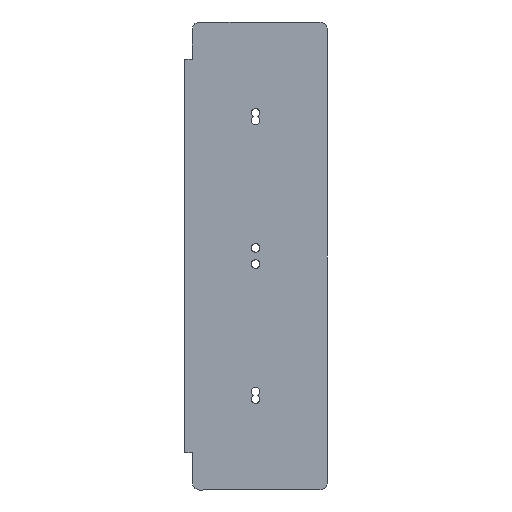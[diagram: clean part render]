
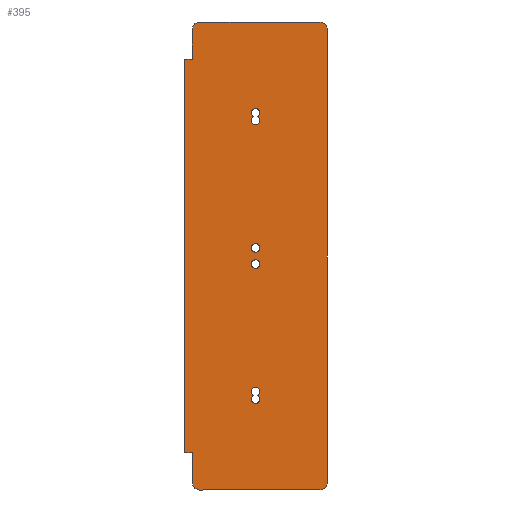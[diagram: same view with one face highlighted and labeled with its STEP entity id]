
A CAD part, left-side view. The second image highlights one B-rep face of the part: STEP entity #395.
In plain terms, the highlighted planar face has unit normal (-1, 0, 0).
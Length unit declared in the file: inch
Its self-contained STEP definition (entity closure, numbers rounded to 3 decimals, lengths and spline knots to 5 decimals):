
#15=FACE_BOUND('',#72,.T.);
#16=FACE_BOUND('',#73,.T.);
#17=FACE_BOUND('',#74,.T.);
#18=FACE_BOUND('',#75,.T.);
#31=PLANE('',#455);
#51=FACE_OUTER_BOUND('',#71,.T.);
#71=EDGE_LOOP('',(#331,#332,#333,#334,#335,#336,#337,#338,#339,#340,#341,
#342));
#72=EDGE_LOOP('',(#343));
#73=EDGE_LOOP('',(#344));
#74=EDGE_LOOP('',(#345,#346));
#75=EDGE_LOOP('',(#347,#348));
#89=LINE('',#617,#123);
#93=LINE('',#624,#127);
#96=LINE('',#630,#130);
#99=LINE('',#636,#133);
#103=LINE('',#648,#137);
#107=LINE('',#660,#141);
#111=LINE('',#672,#145);
#114=LINE('',#681,#148);
#123=VECTOR('',#505,0.3937);
#127=VECTOR('',#511,0.3937);
#130=VECTOR('',#516,0.3937);
#133=VECTOR('',#521,0.3937);
#137=VECTOR('',#533,0.3937);
#141=VECTOR('',#545,0.3937);
#145=VECTOR('',#557,0.3937);
#148=VECTOR('',#568,0.3937);
#149=CIRCLE('',#418,0.0725);
#151=CIRCLE('',#421,0.0725);
#154=CIRCLE('',#425,0.0725);
#155=CIRCLE('',#427,0.0725);
#158=CIRCLE('',#431,0.0725);
#159=CIRCLE('',#433,0.0725);
#162=CIRCLE('',#441,0.125);
#164=CIRCLE('',#445,0.125);
#166=CIRCLE('',#449,0.125);
#168=CIRCLE('',#453,0.125);
#169=VERTEX_POINT('',#575);
#171=VERTEX_POINT('',#581);
#173=VERTEX_POINT('',#587);
#176=VERTEX_POINT('',#592);
#177=VERTEX_POINT('',#599);
#180=VERTEX_POINT('',#604);
#183=VERTEX_POINT('',#614);
#184=VERTEX_POINT('',#616);
#186=VERTEX_POINT('',#622);
#188=VERTEX_POINT('',#628);
#190=VERTEX_POINT('',#634);
#192=VERTEX_POINT('',#640);
#194=VERTEX_POINT('',#646);
#196=VERTEX_POINT('',#652);
#198=VERTEX_POINT('',#658);
#200=VERTEX_POINT('',#664);
#202=VERTEX_POINT('',#670);
#204=VERTEX_POINT('',#676);
#205=EDGE_CURVE('',#169,#169,#149,.T.);
#208=EDGE_CURVE('',#171,#171,#151,.T.);
#214=EDGE_CURVE('',#173,#176,#154,.T.);
#215=EDGE_CURVE('',#176,#173,#155,.T.);
#220=EDGE_CURVE('',#177,#180,#158,.T.);
#221=EDGE_CURVE('',#180,#177,#159,.T.);
#225=EDGE_CURVE('',#183,#184,#89,.T.);
#229=EDGE_CURVE('',#186,#183,#93,.T.);
#232=EDGE_CURVE('',#188,#186,#96,.T.);
#235=EDGE_CURVE('',#190,#188,#99,.T.);
#238=EDGE_CURVE('',#192,#190,#162,.T.);
#241=EDGE_CURVE('',#194,#192,#103,.T.);
#244=EDGE_CURVE('',#196,#194,#164,.T.);
#247=EDGE_CURVE('',#198,#196,#107,.T.);
#250=EDGE_CURVE('',#200,#198,#166,.T.);
#253=EDGE_CURVE('',#202,#200,#111,.T.);
#256=EDGE_CURVE('',#204,#202,#168,.T.);
#258=EDGE_CURVE('',#184,#204,#114,.T.);
#331=ORIENTED_EDGE('',*,*,#258,.F.);
#332=ORIENTED_EDGE('',*,*,#225,.F.);
#333=ORIENTED_EDGE('',*,*,#229,.F.);
#334=ORIENTED_EDGE('',*,*,#232,.F.);
#335=ORIENTED_EDGE('',*,*,#235,.F.);
#336=ORIENTED_EDGE('',*,*,#238,.F.);
#337=ORIENTED_EDGE('',*,*,#241,.F.);
#338=ORIENTED_EDGE('',*,*,#244,.F.);
#339=ORIENTED_EDGE('',*,*,#247,.F.);
#340=ORIENTED_EDGE('',*,*,#250,.F.);
#341=ORIENTED_EDGE('',*,*,#253,.F.);
#342=ORIENTED_EDGE('',*,*,#256,.F.);
#343=ORIENTED_EDGE('',*,*,#205,.T.);
#344=ORIENTED_EDGE('',*,*,#208,.T.);
#345=ORIENTED_EDGE('',*,*,#214,.T.);
#346=ORIENTED_EDGE('',*,*,#215,.T.);
#347=ORIENTED_EDGE('',*,*,#220,.T.);
#348=ORIENTED_EDGE('',*,*,#221,.T.);
#395=ADVANCED_FACE('',(#51,#15,#16,#17,#18),#31,.F.);
#418=AXIS2_PLACEMENT_3D('',#576,#461,#462);
#421=AXIS2_PLACEMENT_3D('',#582,#468,#469);
#425=AXIS2_PLACEMENT_3D('',#594,#479,#480);
#427=AXIS2_PLACEMENT_3D('',#596,#483,#484);
#431=AXIS2_PLACEMENT_3D('',#606,#493,#494);
#433=AXIS2_PLACEMENT_3D('',#608,#497,#498);
#441=AXIS2_PLACEMENT_3D('',#642,#527,#528);
#445=AXIS2_PLACEMENT_3D('',#654,#539,#540);
#449=AXIS2_PLACEMENT_3D('',#666,#551,#552);
#453=AXIS2_PLACEMENT_3D('',#678,#563,#564);
#455=AXIS2_PLACEMENT_3D('',#682,#569,#570);
#461=DIRECTION('center_axis',(1.,0.,0.));
#462=DIRECTION('ref_axis',(0.,-1.,0.));
#468=DIRECTION('center_axis',(1.,0.,0.));
#469=DIRECTION('ref_axis',(0.,-1.,0.));
#479=DIRECTION('center_axis',(1.,0.,0.));
#480=DIRECTION('ref_axis',(0.,-1.,0.));
#483=DIRECTION('center_axis',(1.,0.,0.));
#484=DIRECTION('ref_axis',(0.,-1.,0.));
#493=DIRECTION('center_axis',(1.,0.,0.));
#494=DIRECTION('ref_axis',(0.,-1.,0.));
#497=DIRECTION('center_axis',(1.,0.,0.));
#498=DIRECTION('ref_axis',(0.,-1.,0.));
#505=DIRECTION('',(0.,-1.,0.));
#511=DIRECTION('',(0.,0.,1.));
#516=DIRECTION('',(0.,1.,0.));
#521=DIRECTION('',(0.,0.,1.));
#527=DIRECTION('center_axis',(1.,0.,0.));
#528=DIRECTION('ref_axis',(0.,0.,-1.));
#533=DIRECTION('',(0.,1.,0.));
#539=DIRECTION('center_axis',(1.,0.,0.));
#540=DIRECTION('ref_axis',(0.,-1.,0.));
#545=DIRECTION('',(0.,0.,-1.));
#551=DIRECTION('center_axis',(1.,0.,0.));
#552=DIRECTION('ref_axis',(0.,0.,1.));
#557=DIRECTION('',(0.,-1.,0.));
#563=DIRECTION('center_axis',(1.,0.,0.));
#564=DIRECTION('ref_axis',(0.,1.,0.));
#568=DIRECTION('',(0.,0.,1.));
#569=DIRECTION('center_axis',(1.,0.,0.));
#570=DIRECTION('ref_axis',(0.,0.,-1.));
#575=CARTESIAN_POINT('',(0.,1.3921,-3.63946));
#576=CARTESIAN_POINT('Origin',(0.,1.3196,-3.63946));
#581=CARTESIAN_POINT('',(0.,1.3921,-3.91054));
#582=CARTESIAN_POINT('Origin',(0.,1.3196,-3.91054));
#587=CARTESIAN_POINT('',(0.,1.28202,-1.45146));
#592=CARTESIAN_POINT('',(0.,1.35718,-1.45146));
#594=CARTESIAN_POINT('Origin',(0.,1.3196,-1.51346));
#596=CARTESIAN_POINT('Origin',(0.,1.3196,-1.38946));
#599=CARTESIAN_POINT('',(0.,1.35718,-6.09854));
#604=CARTESIAN_POINT('',(0.,1.28202,-6.09854));
#606=CARTESIAN_POINT('Origin',(0.,1.3196,-6.03654));
#608=CARTESIAN_POINT('Origin',(0.,1.3196,-6.16054));
#614=CARTESIAN_POINT('',(0.,2.5,-0.5));
#616=CARTESIAN_POINT('',(0.,2.375,-0.5));
#617=CARTESIAN_POINT('',(0.,2.5,-0.5));
#622=CARTESIAN_POINT('',(0.,2.5,-7.05));
#624=CARTESIAN_POINT('',(0.,2.5,-7.05));
#628=CARTESIAN_POINT('',(0.,2.375,-7.05));
#630=CARTESIAN_POINT('',(0.,2.375,-7.05));
#634=CARTESIAN_POINT('',(0.,2.375,-7.55));
#636=CARTESIAN_POINT('',(0.,2.375,-7.55));
#640=CARTESIAN_POINT('',(0.,2.25,-7.675));
#642=CARTESIAN_POINT('Origin',(0.,2.25,-7.55));
#646=CARTESIAN_POINT('',(0.,0.25,-7.675));
#648=CARTESIAN_POINT('',(0.,0.25,-7.675));
#652=CARTESIAN_POINT('',(0.,0.125,-7.55));
#654=CARTESIAN_POINT('Origin',(0.,0.25,-7.55));
#658=CARTESIAN_POINT('',(0.,0.125,0.));
#660=CARTESIAN_POINT('',(0.,0.125,0.));
#664=CARTESIAN_POINT('',(0.,0.25,0.125));
#666=CARTESIAN_POINT('Origin',(0.,0.25,0.));
#670=CARTESIAN_POINT('',(0.,2.25,0.125));
#672=CARTESIAN_POINT('',(0.,2.25,0.125));
#676=CARTESIAN_POINT('',(0.,2.375,0.));
#678=CARTESIAN_POINT('Origin',(0.,2.25,0.));
#681=CARTESIAN_POINT('',(0.,2.375,-0.5));
#682=CARTESIAN_POINT('Origin',(0.,1.30541,-3.775));
